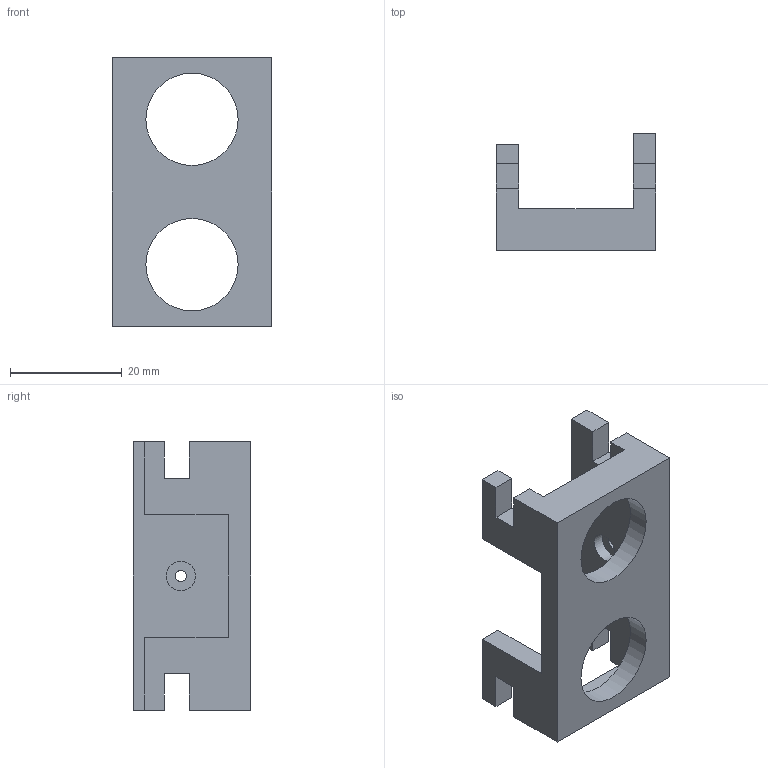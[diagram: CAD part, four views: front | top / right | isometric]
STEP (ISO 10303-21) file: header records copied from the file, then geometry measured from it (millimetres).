
FILE_DESCRIPTION(/* description */ (''),/* implementation_level */ '2;1');
FILE_NAME(/* name */ 'Ultrasound Mount 4.stp',/* time_stamp */ '2019-08-02T15:34:53-04:00',/* author */ ('cui_t'),/* organization */ (''),/* preprocessor_version */ 'ST-DEVELOPER v18',/* originating_system */ 'Autodesk Inventor 2020',/* authorisation */ '');
FILE_SCHEMA (('AUTOMOTIVE_DESIGN { 1 0 10303 214 3 1 1 }'));
Length unit declared in the file: millimetre
Products named in the file (1): Ultrasound Mount 4
Bounding box: 28.5 x 21 x 48 mm (x, y, z)
Volume: 8283.1 mm3; surface area: 5974.7 mm2
Topology: 1 solids, 1 shells, 39 faces, 116 edges, 80 vertices
Faces by surface type: plane 35, cylinder 4
Full cylindrical faces by diameter (mm): 2 x1, 5.25 x1, 16.5 x2
Entity records: 1363 total; most frequent: CARTESIAN_POINT 236, ORIENTED_EDGE 232, DIRECTION 212, EDGE_CURVE 116, LINE 100, VECTOR 100, VERTEX_POINT 80, AXIS2_PLACEMENT_3D 56
